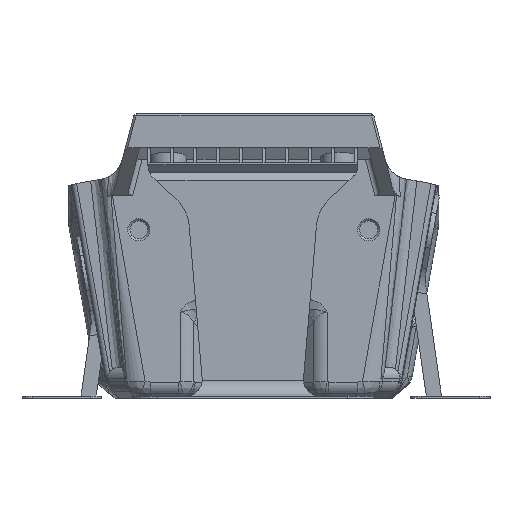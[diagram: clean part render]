
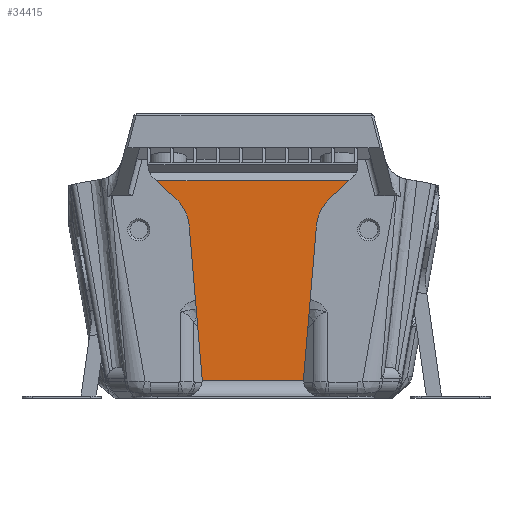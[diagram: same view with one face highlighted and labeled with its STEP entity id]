
A CAD part, front view. The second image highlights one B-rep face of the part: STEP entity #34415.
In plain terms, the highlighted planar face has unit normal (0, -1, 0).
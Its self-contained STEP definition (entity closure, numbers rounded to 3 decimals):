
#2814=CIRCLE('',#37364,3.);
#2815=CIRCLE('',#37365,3.);
#2816=CIRCLE('',#37366,8.);
#2817=CIRCLE('',#37367,8.);
#12053=ORIENTED_EDGE('',*,*,#17650,.T.);
#12054=ORIENTED_EDGE('',*,*,#17651,.T.);
#12055=ORIENTED_EDGE('',*,*,#17652,.T.);
#12056=ORIENTED_EDGE('',*,*,#17648,.F.);
#12057=ORIENTED_EDGE('',*,*,#17653,.T.);
#12058=ORIENTED_EDGE('',*,*,#17654,.T.);
#12059=ORIENTED_EDGE('',*,*,#17655,.F.);
#12060=ORIENTED_EDGE('',*,*,#17656,.F.);
#12061=ORIENTED_EDGE('',*,*,#17657,.T.);
#12062=ORIENTED_EDGE('',*,*,#17658,.T.);
#17648=EDGE_CURVE('',#21100,#21101,#24064,.T.);
#17650=EDGE_CURVE('',#21102,#21103,#2814,.T.);
#17651=EDGE_CURVE('',#21103,#21104,#24066,.F.);
#17652=EDGE_CURVE('',#21104,#21101,#2815,.T.);
#17653=EDGE_CURVE('',#21100,#21105,#2816,.T.);
#17654=EDGE_CURVE('',#21105,#21106,#24067,.T.);
#17655=EDGE_CURVE('',#21107,#21106,#24068,.T.);
#17656=EDGE_CURVE('',#21108,#21107,#24069,.T.);
#17657=EDGE_CURVE('',#21108,#21109,#2817,.T.);
#17658=EDGE_CURVE('',#21109,#21102,#24070,.T.);
#21100=VERTEX_POINT('',#65526);
#21101=VERTEX_POINT('',#65528);
#21102=VERTEX_POINT('',#65532);
#21103=VERTEX_POINT('',#65533);
#21104=VERTEX_POINT('',#65535);
#21105=VERTEX_POINT('',#65538);
#21106=VERTEX_POINT('',#65540);
#21107=VERTEX_POINT('',#65542);
#21108=VERTEX_POINT('',#65544);
#21109=VERTEX_POINT('',#65546);
#24064=LINE('',#65527,#27101);
#24066=LINE('',#65534,#27103);
#24067=LINE('',#65539,#27104);
#24068=LINE('',#65541,#27105);
#24069=LINE('',#65543,#27106);
#24070=LINE('',#65547,#27107);
#27101=VECTOR('',#45438,1000.);
#27103=VECTOR('',#45444,1000.);
#27104=VECTOR('',#45449,1000.);
#27105=VECTOR('',#45450,1000.);
#27106=VECTOR('',#45451,1000.);
#27107=VECTOR('',#45454,1000.);
#29357=EDGE_LOOP('',(#12053,#12054,#12055,#12056,#12057,#12058,#12059,#12060,
#12061,#12062));
#31400=FACE_BOUND('',#29357,.T.);
#32542=PLANE('',#37363);
#34415=ADVANCED_FACE('',(#31400),#32542,.F.);
#37363=AXIS2_PLACEMENT_3D('',#65530,#45440,#45441);
#37364=AXIS2_PLACEMENT_3D('',#65531,#45442,#45443);
#37365=AXIS2_PLACEMENT_3D('',#65536,#45445,#45446);
#37366=AXIS2_PLACEMENT_3D('',#65537,#45447,#45448);
#37367=AXIS2_PLACEMENT_3D('',#65545,#45452,#45453);
#45438=DIRECTION('',(-0.084,0.,-0.996));
#45440=DIRECTION('',(0.,1.,0.));
#45441=DIRECTION('',(0.,0.,1.));
#45442=DIRECTION('',(0.,1.,0.));
#45443=DIRECTION('',(0.,0.,1.));
#45444=DIRECTION('',(-1.,0.,0.));
#45445=DIRECTION('',(0.,1.,0.));
#45446=DIRECTION('',(0.,0.,1.));
#45447=DIRECTION('',(0.,1.,0.));
#45448=DIRECTION('',(0.,0.,1.));
#45449=DIRECTION('',(0.731,0.,0.682));
#45450=DIRECTION('',(1.,0.,0.));
#45451=DIRECTION('',(-0.731,0.,0.682));
#45452=DIRECTION('',(0.,1.,0.));
#45453=DIRECTION('',(0.,0.,1.));
#45454=DIRECTION('',(0.084,0.,-0.996));
#65526=CARTESIAN_POINT('',(11.856,-32.314,32.579));
#65527=CARTESIAN_POINT('',(36.482,-32.314,324.724));
#65528=CARTESIAN_POINT('',(9.418,-32.314,3.652));
#65530=CARTESIAN_POINT('',(0.,-32.314,327.8));
#65531=CARTESIAN_POINT('',(-12.767,-32.314,3.4));
#65532=CARTESIAN_POINT('',(-9.777,-32.314,3.652));
#65533=CARTESIAN_POINT('',(-9.767,-32.314,3.4));
#65534=CARTESIAN_POINT('',(9.143,-32.314,3.4));
#65535=CARTESIAN_POINT('',(9.407,-32.314,3.4));
#65536=CARTESIAN_POINT('',(12.407,-32.314,3.4));
#65537=CARTESIAN_POINT('',(19.828,-32.314,31.907));
#65538=CARTESIAN_POINT('',(14.372,-32.314,37.757));
#65539=CARTESIAN_POINT('',(16.736,-32.314,39.963));
#65540=CARTESIAN_POINT('',(17.982,-32.314,41.124));
#65541=CARTESIAN_POINT('',(-65.369,-32.314,41.124));
#65542=CARTESIAN_POINT('',(-18.341,-32.314,41.124));
#65543=CARTESIAN_POINT('',(-17.096,-32.314,39.963));
#65544=CARTESIAN_POINT('',(-14.731,-32.314,37.757));
#65545=CARTESIAN_POINT('',(-20.187,-32.314,31.907));
#65546=CARTESIAN_POINT('',(-12.216,-32.314,32.579));
#65547=CARTESIAN_POINT('',(-36.839,-32.314,324.694));
